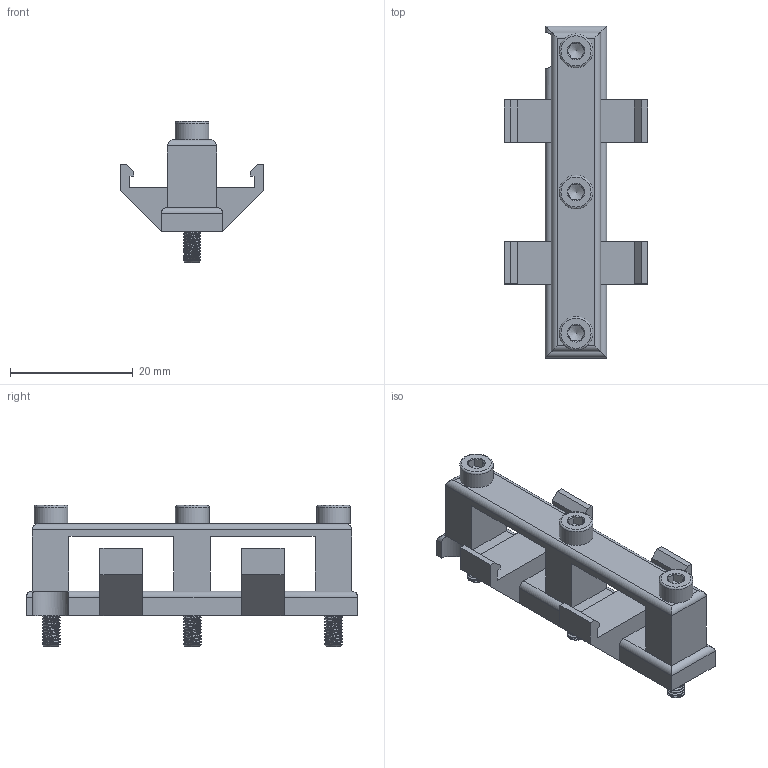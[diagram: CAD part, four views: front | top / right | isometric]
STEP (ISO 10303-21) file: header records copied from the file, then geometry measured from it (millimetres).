
FILE_DESCRIPTION(/* description */ (''),/* implementation_level */ '2;1');
FILE_NAME(/* name */ '8825 holder.step',/* time_stamp */ '2021-07-08T08:31:34+02:00',/* author */ (''),/* organization */ (''),/* preprocessor_version */ 'ST-DEVELOPER v18.1',/* originating_system */ 'Autodesk Translation Framework v10.9.0.1377',/* authorisation */ '');
FILE_SCHEMA (('AUTOMOTIVE_DESIGN { 1 0 10303 214 3 1 1 }'));
Products named in the file (2): 8825 holder; M3x20 v1
Assembly tree (3 placements, depth 2):
  8825 holder
    M3x20 v1  x3
Bounding box: 23.4 x 54.08 x 23 mm (x, y, z)
Volume: 5713.8 mm3; surface area: 5776.8 mm2
Topology: 5 solids, 5 shells, 162 faces, 758 edges, 609 vertices
Faces by surface type: plane 94, cylinder 29, cone 27, bspline 6, torus 6
Full cylindrical faces by diameter (mm): 3 x6, 5.5 x3
Entity records: 30630 total; most frequent: CARTESIAN_POINT 27357, ORIENTED_EDGE 790, DIRECTION 521, EDGE_CURVE 395, VERTEX_POINT 295, LINE 193, VECTOR 193, AXIS2_PLACEMENT_3D 164
